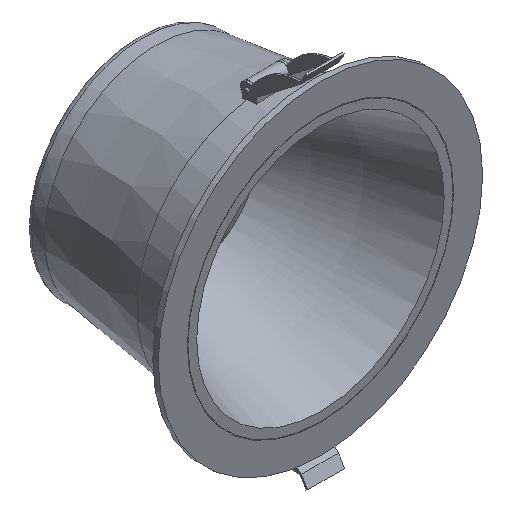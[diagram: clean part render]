
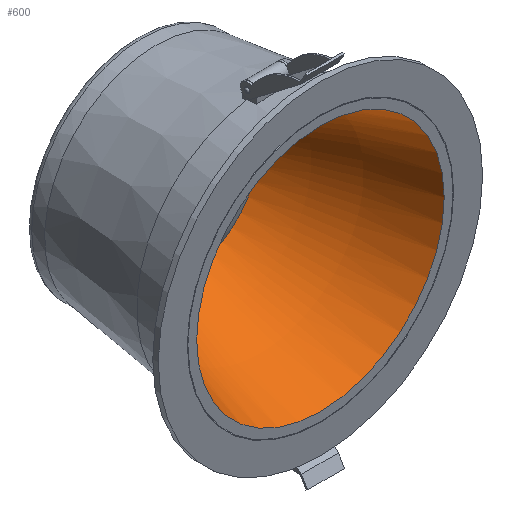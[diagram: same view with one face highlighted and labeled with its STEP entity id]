
A CAD part, isometric view. The second image highlights one B-rep face of the part: STEP entity #600.
In plain terms, the highlighted toroidal (fillet/blend) face has major radius 263.251 mm and minor radius 342.052 mm.
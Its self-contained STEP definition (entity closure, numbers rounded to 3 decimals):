
#170 = AXIS2_PLACEMENT_3D ( 'NONE', #1407, #255, #1564 ) ;
#221 = ORIENTED_EDGE ( 'NONE', *, *, #992, .F. ) ;
#255 = DIRECTION ( 'NONE',  ( 0., -1., 0. ) ) ;
#274 = FACE_OUTER_BOUND ( 'NONE', #1282, .T. ) ;
#295 = EDGE_CURVE ( 'NONE', #547, #547, #1710, .T. ) ;
#547 = VERTEX_POINT ( 'NONE', #1788 ) ;
#592 = TOROIDAL_SURFACE ( 'NONE', #170, -263.251, 342.052 ) ;
#600 = ADVANCED_FACE ( 'NONE', ( #1063, #274 ), #592, .F. ) ;
#739 = VERTEX_POINT ( 'NONE', #1394 ) ;
#800 = CARTESIAN_POINT ( 'NONE',  ( 0., 0., 0. ) ) ;
#992 = EDGE_CURVE ( 'NONE', #739, #739, #1899, .T. ) ;
#1063 = FACE_OUTER_BOUND ( 'NONE', #1480, .T. ) ;
#1079 = DIRECTION ( 'NONE',  ( 0., 0., -1. ) ) ;
#1163 = DIRECTION ( 'NONE',  ( 0., -1., 0. ) ) ;
#1214 = CARTESIAN_POINT ( 'NONE',  ( 0., 72.218, 0. ) ) ;
#1282 = EDGE_LOOP ( 'NONE', ( #2070 ) ) ;
#1304 = AXIS2_PLACEMENT_3D ( 'NONE', #800, #1163, #1495 ) ;
#1394 = CARTESIAN_POINT ( 'NONE',  ( 0., 72.218, -38.226 ) ) ;
#1407 = CARTESIAN_POINT ( 'NONE',  ( 0., -89.372, 0. ) ) ;
#1480 = EDGE_LOOP ( 'NONE', ( #221 ) ) ;
#1495 = DIRECTION ( 'NONE',  ( 0., 0., -1. ) ) ;
#1564 = DIRECTION ( 'NONE',  ( 0., 0., -1. ) ) ;
#1604 = AXIS2_PLACEMENT_3D ( 'NONE', #1214, #1695, #1079 ) ;
#1695 = DIRECTION ( 'NONE',  ( 0., -1., 0. ) ) ;
#1710 = CIRCLE ( 'NONE', #1304, 66.919 ) ;
#1788 = CARTESIAN_POINT ( 'NONE',  ( 0., 0., -66.919 ) ) ;
#1899 = CIRCLE ( 'NONE', #1604, 38.226 ) ;
#2070 = ORIENTED_EDGE ( 'NONE', *, *, #295, .T. ) ;
